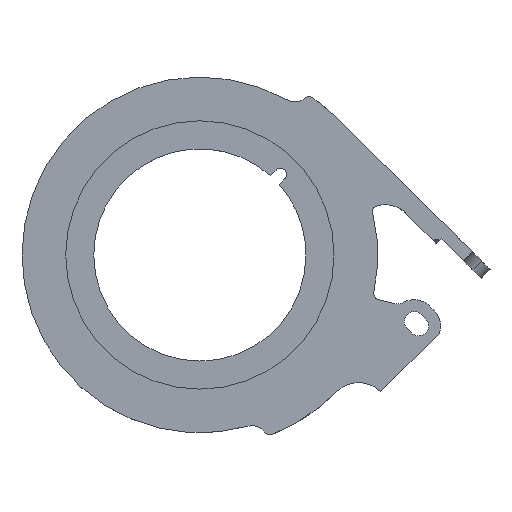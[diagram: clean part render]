
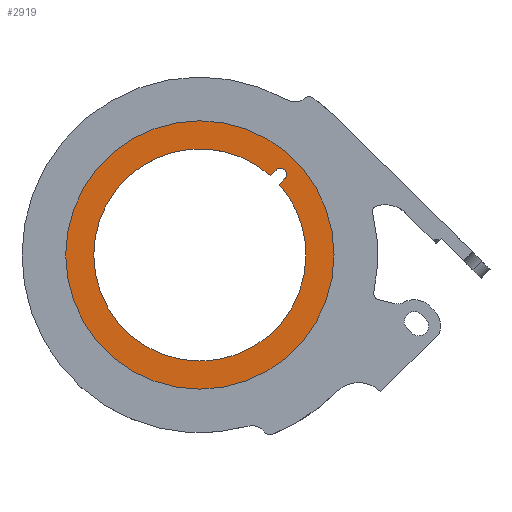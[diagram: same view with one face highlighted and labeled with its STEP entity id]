
A CAD part, top view. The second image highlights one B-rep face of the part: STEP entity #2919.
In plain terms, the highlighted planar face has unit normal (0, 0, 1).
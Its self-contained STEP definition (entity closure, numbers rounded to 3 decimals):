
#13 = ORIENTED_EDGE ( 'NONE', *, *, #6129, .F. ) ;
#87 = DIRECTION ( 'NONE',  ( 1., 0., 0. ) ) ;
#106 = LINE ( 'NONE', #4364, #2675 ) ;
#295 = EDGE_CURVE ( 'NONE', #1406, #2156, #5527, .T. ) ;
#422 = CARTESIAN_POINT ( 'NONE',  ( 13.905, 12.905, 2. ) ) ;
#565 = CARTESIAN_POINT ( 'NONE',  ( 0., 0., 2. ) ) ;
#604 = DIRECTION ( 'NONE',  ( 1., 0., 0. ) ) ;
#702 = CARTESIAN_POINT ( 'NONE',  ( 0., 0., 2. ) ) ;
#773 = AXIS2_PLACEMENT_3D ( 'NONE', #2321, #3532, #4547 ) ;
#780 = AXIS2_PLACEMENT_3D ( 'NONE', #4462, #3342, #6463 ) ;
#982 = VERTEX_POINT ( 'NONE', #5553 ) ;
#1146 = EDGE_LOOP ( 'NONE', ( #4314, #3709, #4764, #2506, #3268, #1623, #4353 ) ) ;
#1249 = EDGE_CURVE ( 'NONE', #2195, #4830, #1361, .T. ) ;
#1354 = AXIS2_PLACEMENT_3D ( 'NONE', #3744, #6317, #87 ) ;
#1361 = LINE ( 'NONE', #5507, #5302 ) ;
#1406 = VERTEX_POINT ( 'NONE', #422 ) ;
#1565 = AXIS2_PLACEMENT_3D ( 'NONE', #702, #4281, #604 ) ;
#1623 = ORIENTED_EDGE ( 'NONE', *, *, #295, .F. ) ;
#1709 = DIRECTION ( 'NONE',  ( 0., 0., 1. ) ) ;
#1781 = DIRECTION ( 'NONE',  ( 0., 0., 1. ) ) ;
#1789 = CIRCLE ( 'NONE', #3458, 21.5 ) ;
#1857 = CARTESIAN_POINT ( 'NONE',  ( 12.905, 12.905, 2. ) ) ;
#1916 = VERTEX_POINT ( 'NONE', #6366 ) ;
#2000 = DIRECTION ( 'NONE',  ( 0., 0., 1. ) ) ;
#2012 = AXIS2_PLACEMENT_3D ( 'NONE', #4870, #1781, #2851 ) ;
#2156 = VERTEX_POINT ( 'NONE', #6714 ) ;
#2195 = VERTEX_POINT ( 'NONE', #2508 ) ;
#2231 = AXIS2_PLACEMENT_3D ( 'NONE', #4897, #1709, #5451 ) ;
#2240 = EDGE_CURVE ( 'NONE', #4830, #1406, #5976, .T. ) ;
#2321 = CARTESIAN_POINT ( 'NONE',  ( 12.905, 12.905, 2. ) ) ;
#2339 = PLANE ( 'NONE',  #780 ) ;
#2506 = ORIENTED_EDGE ( 'NONE', *, *, #5080, .F. ) ;
#2508 = CARTESIAN_POINT ( 'NONE',  ( 12.707, 11.293, 2. ) ) ;
#2546 = VERTEX_POINT ( 'NONE', #4193 ) ;
#2675 = VECTOR ( 'NONE', #2852, 1000. ) ;
#2751 = FACE_BOUND ( 'NONE', #1146, .T. ) ;
#2774 = CIRCLE ( 'NONE', #1565, 17. ) ;
#2798 = CARTESIAN_POINT ( 'NONE',  ( 13.612, 12.198, 2. ) ) ;
#2851 = DIRECTION ( 'NONE',  ( 1., 0., 0. ) ) ;
#2852 = DIRECTION ( 'NONE',  ( -0.707, -0.707, 0. ) ) ;
#2919 = ADVANCED_FACE ( 'NONE', ( #2751, #6014 ), #2339, .T. ) ;
#3221 = CIRCLE ( 'NONE', #2012, 17. ) ;
#3228 = CIRCLE ( 'NONE', #1354, 21.5 ) ;
#3268 = ORIENTED_EDGE ( 'NONE', *, *, #4581, .F. ) ;
#3342 = DIRECTION ( 'NONE',  ( 0., 0., 1. ) ) ;
#3458 = AXIS2_PLACEMENT_3D ( 'NONE', #565, #4245, #6777 ) ;
#3532 = DIRECTION ( 'NONE',  ( 0., 0., 1. ) ) ;
#3709 = ORIENTED_EDGE ( 'NONE', *, *, #3754, .F. ) ;
#3744 = CARTESIAN_POINT ( 'NONE',  ( 0., 0., 2. ) ) ;
#3754 = EDGE_CURVE ( 'NONE', #4762, #2195, #2774, .T. ) ;
#3903 = ORIENTED_EDGE ( 'NONE', *, *, #6692, .F. ) ;
#4193 = CARTESIAN_POINT ( 'NONE',  ( 11.293, 12.707, 2. ) ) ;
#4245 = DIRECTION ( 'NONE',  ( 0., 0., -1. ) ) ;
#4281 = DIRECTION ( 'NONE',  ( 0., 0., 1. ) ) ;
#4314 = ORIENTED_EDGE ( 'NONE', *, *, #1249, .F. ) ;
#4353 = ORIENTED_EDGE ( 'NONE', *, *, #2240, .F. ) ;
#4364 = CARTESIAN_POINT ( 'NONE',  ( 12.198, 13.612, 2. ) ) ;
#4462 = CARTESIAN_POINT ( 'NONE',  ( 0., 0., 2. ) ) ;
#4547 = DIRECTION ( 'NONE',  ( 1., 0., 0. ) ) ;
#4581 = EDGE_CURVE ( 'NONE', #2156, #2546, #106, .T. ) ;
#4762 = VERTEX_POINT ( 'NONE', #6224 ) ;
#4764 = ORIENTED_EDGE ( 'NONE', *, *, #5718, .F. ) ;
#4830 = VERTEX_POINT ( 'NONE', #2798 ) ;
#4870 = CARTESIAN_POINT ( 'NONE',  ( 0., 0., 2. ) ) ;
#4897 = CARTESIAN_POINT ( 'NONE',  ( 0., 0., 2. ) ) ;
#4905 = CARTESIAN_POINT ( 'NONE',  ( 21.5, 0., 2. ) ) ;
#4998 = DIRECTION ( 'NONE',  ( 0.707, 0.707, 0. ) ) ;
#5080 = EDGE_CURVE ( 'NONE', #2546, #1916, #5219, .T. ) ;
#5118 = DIRECTION ( 'NONE',  ( 1., 0., 0. ) ) ;
#5219 = CIRCLE ( 'NONE', #2231, 17. ) ;
#5302 = VECTOR ( 'NONE', #4998, 1000. ) ;
#5451 = DIRECTION ( 'NONE',  ( 1., 0., 0. ) ) ;
#5500 = EDGE_LOOP ( 'NONE', ( #3903, #13 ) ) ;
#5507 = CARTESIAN_POINT ( 'NONE',  ( 13.612, 12.198, 2. ) ) ;
#5527 = CIRCLE ( 'NONE', #6532, 1. ) ;
#5553 = CARTESIAN_POINT ( 'NONE',  ( -21.5, 0., 2. ) ) ;
#5718 = EDGE_CURVE ( 'NONE', #1916, #4762, #3221, .T. ) ;
#5976 = CIRCLE ( 'NONE', #773, 1. ) ;
#6014 = FACE_OUTER_BOUND ( 'NONE', #5500, .T. ) ;
#6129 = EDGE_CURVE ( 'NONE', #982, #6431, #1789, .T. ) ;
#6224 = CARTESIAN_POINT ( 'NONE',  ( 17., 0., 2. ) ) ;
#6317 = DIRECTION ( 'NONE',  ( 0., 0., -1. ) ) ;
#6366 = CARTESIAN_POINT ( 'NONE',  ( -17., 0., 2. ) ) ;
#6431 = VERTEX_POINT ( 'NONE', #4905 ) ;
#6463 = DIRECTION ( 'NONE',  ( 1., 0., 0. ) ) ;
#6532 = AXIS2_PLACEMENT_3D ( 'NONE', #1857, #2000, #5118 ) ;
#6692 = EDGE_CURVE ( 'NONE', #6431, #982, #3228, .T. ) ;
#6714 = CARTESIAN_POINT ( 'NONE',  ( 12.198, 13.612, 2. ) ) ;
#6777 = DIRECTION ( 'NONE',  ( 1., 0., 0. ) ) ;
